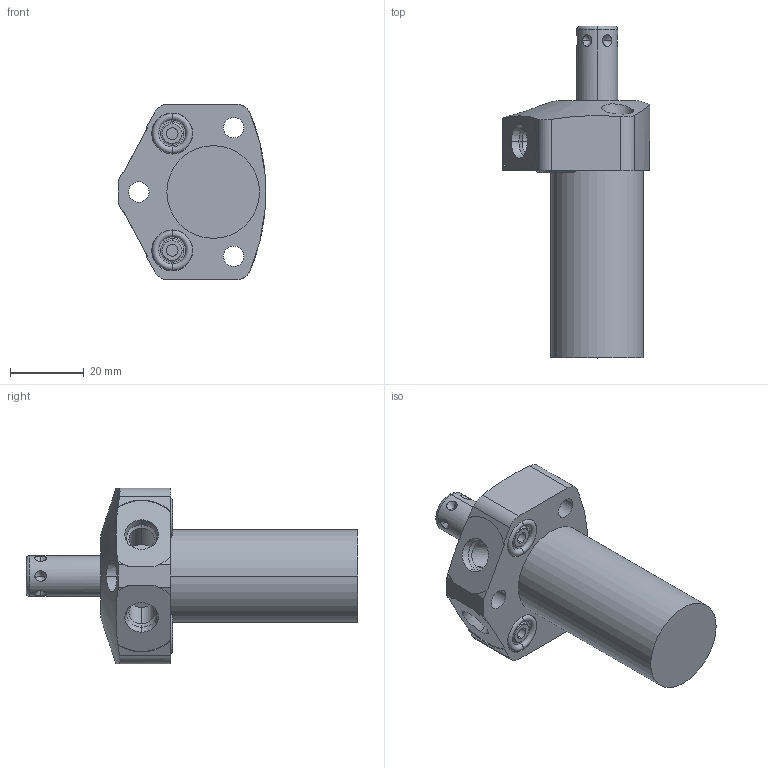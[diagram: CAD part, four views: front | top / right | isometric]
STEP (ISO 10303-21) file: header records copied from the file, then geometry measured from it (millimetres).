
FILE_DESCRIPTION((''),'2;1');
FILE_NAME('ILC14620501R','2013-04-04T',('jdw'),(''),'PRO/ENGINEER BY PARAMETRIC TECHNOLOGY CORPORATION, 2007460','PRO/ENGINEER BY PARAMETRIC TECHNOLOGY CORPORATION, 2007460','');
FILE_SCHEMA(('AUTOMOTIVE_DESIGN_CC2 { 1 2 10303 214 -1 1 5 2 }'));
Length unit declared in the file: inch
Products named in the file (1): ILC14620501R
Bounding box: 40.11 x 90.12 x 47.62 mm (x, y, z)
Volume: 50518.3 mm3; surface area: 13744.7 mm2
Topology: 1 solids, 2 shells, 136 faces, 315 edges, 195 vertices
Faces by surface type: cylinder 59, plane 35, cone 32, torus 10
Entity records: 5272 total; most frequent: CARTESIAN_POINT 973, DIRECTION 684, ORIENTED_EDGE 598, PRESENTATION_STYLE_ASSIGNMENT 316, STYLED_ITEM 303, CURVE_STYLE 301, EDGE_CURVE 301, AXIS2_PLACEMENT_3D 288
